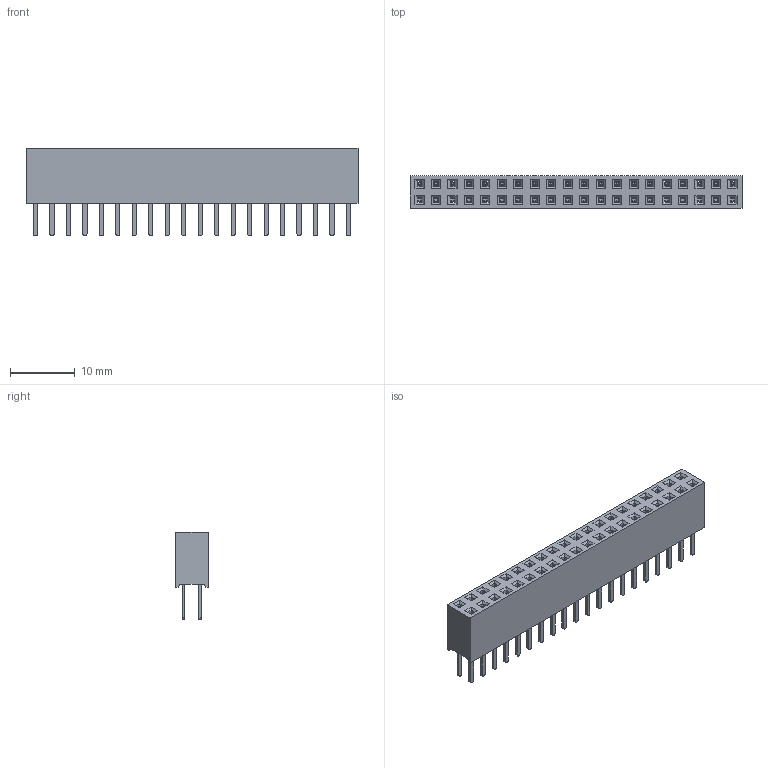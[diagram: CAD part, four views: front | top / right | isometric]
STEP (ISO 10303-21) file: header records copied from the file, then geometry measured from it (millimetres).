
FILE_DESCRIPTION (( 'STEP AP214' ), '1' );
FILE_NAME ('2.54-8.5-PC5.STEP', '2019-09-06T02:54:47', ( '微软用户' ), ( '微软中国' ), 'SwSTEP 2.0', 'SolidWorks 2012', '' );
FILE_SCHEMA (( 'AUTOMOTIVE_DESIGN' ));
Length unit declared in the file: millimetre
Products named in the file (3): 2.54齬譫; Y傷2.54-5; 2.54-8.5-PC5
Assembly tree (41 placements, depth 2):
  2.54-8.5-PC5
    2.54齬譫
    Y傷2.54-5  x40
Bounding box: 51.2 x 5 x 13.5 mm (x, y, z)
Volume: 1758.2 mm3; surface area: 4747.7 mm2
Topology: 41 solids, 41 shells, 1890 faces, 5144 edges, 3376 vertices
Faces by surface type: plane 1450, cylinder 280, bspline 160
Entity records: 27068 total; most frequent: CARTESIAN_POINT 4812, ORIENTED_EDGE 4672, DIRECTION 4174, EDGE_CURVE 2336, LINE 2314, VECTOR 2314, VERTEX_POINT 1504, EDGE_LOOP 996
